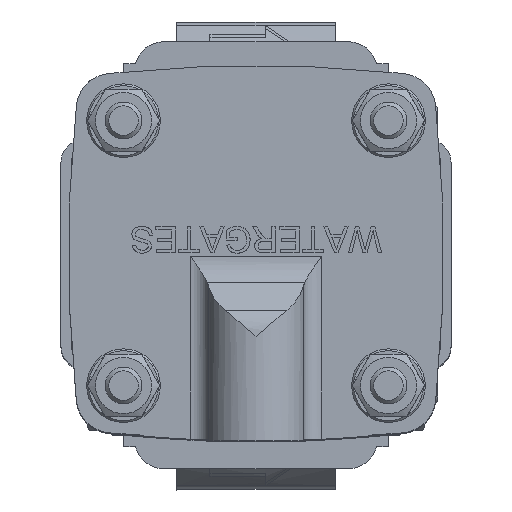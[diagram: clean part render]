
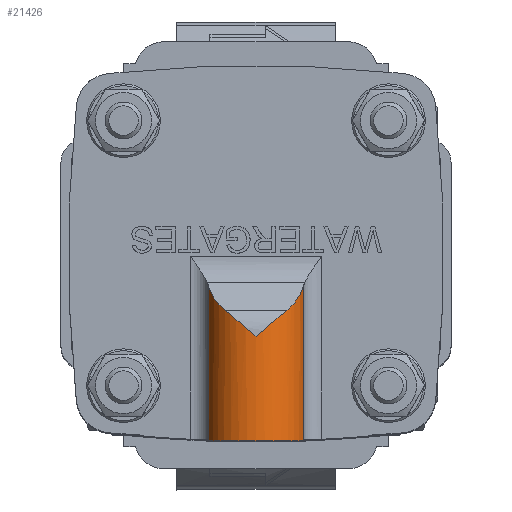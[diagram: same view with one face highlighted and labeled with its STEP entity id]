
A CAD part, top view. The second image highlights one B-rep face of the part: STEP entity #21426.
In plain terms, the highlighted cylindrical face has radius 13.5 mm (diameter 27 mm), a partial arc.
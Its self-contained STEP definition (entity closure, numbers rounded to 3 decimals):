
#839=ELLIPSE('',#23595,19.092,13.5);
#840=ELLIPSE('',#23596,19.092,13.5);
#2518=FACE_OUTER_BOUND('',#3890,.T.);
#3890=EDGE_LOOP('',(#18734,#18735,#18736,#18737,#18738,#18739,#18740,#18741,
#18742,#18743));
#5471=LINE('',#39491,#7165);
#5472=LINE('',#39498,#7166);
#5473=LINE('',#39518,#7167);
#7165=VECTOR('',#28548,13.5);
#7166=VECTOR('',#28549,42.122);
#7167=VECTOR('',#28554,42.122);
#8326=CIRCLE('',#23597,13.5);
#8754=B_SPLINE_CURVE_WITH_KNOTS('',3,(#39493,#39494,#39495,#39496),
 .UNSPECIFIED.,.F.,.F.,(4,4),(3.712,4.069),
 .UNSPECIFIED.);
#8755=B_SPLINE_CURVE_WITH_KNOTS('',3,(#39502,#39503,#39504,#39505,#39506,
#39507),.UNSPECIFIED.,.F.,.F.,(4,2,4),(5.927,6.429,
7.018),.UNSPECIFIED.);
#8756=B_SPLINE_CURVE_WITH_KNOTS('',3,(#39509,#39510,#39511,#39512,#39513,
#39514),.UNSPECIFIED.,.F.,.F.,(4,2,4),(0.,0.59,1.091),
 .UNSPECIFIED.);
#8757=B_SPLINE_CURVE_WITH_KNOTS('',3,(#39520,#39521,#39522,#39523,#39524,
#39525,#39526,#39527,#39528,#39529,#39530,#39531,#39532),.UNSPECIFIED.,
 .F.,.F.,(4,3,2,2,2,4),(-0.357,0.,0.509,1.017,
1.526,2.034),.UNSPECIFIED.);
#10374=VERTEX_POINT('',#39489);
#10375=VERTEX_POINT('',#39490);
#10376=VERTEX_POINT('',#39492);
#10377=VERTEX_POINT('',#39497);
#10378=VERTEX_POINT('',#39499);
#10379=VERTEX_POINT('',#39501);
#10380=VERTEX_POINT('',#39508);
#10381=VERTEX_POINT('',#39515);
#10382=VERTEX_POINT('',#39517);
#10383=VERTEX_POINT('',#39519);
#13231=EDGE_CURVE('',#10374,#10375,#5471,.T.);
#13232=EDGE_CURVE('',#10374,#10376,#8754,.F.);
#13233=EDGE_CURVE('',#10377,#10376,#5472,.T.);
#13234=EDGE_CURVE('',#10377,#10378,#839,.T.);
#13235=EDGE_CURVE('',#10378,#10379,#8755,.T.);
#13236=EDGE_CURVE('',#10379,#10380,#8756,.T.);
#13237=EDGE_CURVE('',#10380,#10381,#840,.T.);
#13238=EDGE_CURVE('',#10382,#10381,#5473,.T.);
#13239=EDGE_CURVE('',#10382,#10383,#8757,.T.);
#13240=EDGE_CURVE('',#10383,#10375,#8326,.T.);
#18734=ORIENTED_EDGE('',*,*,#13231,.F.);
#18735=ORIENTED_EDGE('',*,*,#13232,.T.);
#18736=ORIENTED_EDGE('',*,*,#13233,.F.);
#18737=ORIENTED_EDGE('',*,*,#13234,.T.);
#18738=ORIENTED_EDGE('',*,*,#13235,.T.);
#18739=ORIENTED_EDGE('',*,*,#13236,.T.);
#18740=ORIENTED_EDGE('',*,*,#13237,.T.);
#18741=ORIENTED_EDGE('',*,*,#13238,.F.);
#18742=ORIENTED_EDGE('',*,*,#13239,.T.);
#18743=ORIENTED_EDGE('',*,*,#13240,.T.);
#20417=CYLINDRICAL_SURFACE('',#23594,13.5);
#21426=ADVANCED_FACE('',(#2518),#20417,.T.);
#23594=AXIS2_PLACEMENT_3D('',#39488,#28546,#28547);
#23595=AXIS2_PLACEMENT_3D('',#39500,#28550,#28551);
#23596=AXIS2_PLACEMENT_3D('',#39516,#28552,#28553);
#23597=AXIS2_PLACEMENT_3D('',#39533,#28555,#28556);
#28546=DIRECTION('center_axis',(-1.,0.,0.));
#28547=DIRECTION('ref_axis',(0.,-1.,0.));
#28548=DIRECTION('',(1.,0.,0.));
#28549=DIRECTION('',(1.,0.,0.));
#28550=DIRECTION('center_axis',(0.707,0.,-0.707));
#28551=DIRECTION('ref_axis',(0.707,0.,0.707));
#28552=DIRECTION('center_axis',(0.707,0.,-0.707));
#28553=DIRECTION('ref_axis',(0.707,0.,0.707));
#28554=DIRECTION('',(-1.,0.,0.));
#28555=DIRECTION('center_axis',(-1.,0.,0.));
#28556=DIRECTION('ref_axis',(0.,-1.,0.));
#39488=CARTESIAN_POINT('Origin',(51.,0.,14.));
#39489=CARTESIAN_POINT('',(50.753,13.5,14.));
#39490=CARTESIAN_POINT('',(51.,13.5,14.));
#39491=CARTESIAN_POINT('',(51.,13.5,14.));
#39492=CARTESIAN_POINT('',(50.771,12.998,17.649));
#39493=CARTESIAN_POINT('Ctrl Pts',(50.771,12.998,17.649));
#39494=CARTESIAN_POINT('Ctrl Pts',(50.759,13.338,16.437));
#39495=CARTESIAN_POINT('Ctrl Pts',(50.753,13.5,15.19));
#39496=CARTESIAN_POINT('Ctrl Pts',(50.753,13.5,14.));
#39497=CARTESIAN_POINT('',(8.649,12.998,17.649));
#39498=CARTESIAN_POINT('',(8.649,12.998,17.649));
#39499=CARTESIAN_POINT('',(15.571,8.397,24.571));
#39500=CARTESIAN_POINT('Origin',(5.,0.,14.));
#39501=CARTESIAN_POINT('',(22.642,0.,27.5));
#39502=CARTESIAN_POINT('Ctrl Pts',(15.571,8.397,24.571));
#39503=CARTESIAN_POINT('Ctrl Pts',(16.471,7.264,25.471));
#39504=CARTESIAN_POINT('Ctrl Pts',(17.534,5.984,26.183));
#39505=CARTESIAN_POINT('Ctrl Pts',(19.968,3.106,27.242));
#39506=CARTESIAN_POINT('Ctrl Pts',(21.36,1.489,27.5));
#39507=CARTESIAN_POINT('Ctrl Pts',(22.642,0.,27.5));
#39508=CARTESIAN_POINT('',(15.571,-8.397,24.571));
#39509=CARTESIAN_POINT('Ctrl Pts',(22.642,0.,27.5));
#39510=CARTESIAN_POINT('Ctrl Pts',(21.36,-1.489,27.5));
#39511=CARTESIAN_POINT('Ctrl Pts',(19.968,-3.106,27.242));
#39512=CARTESIAN_POINT('Ctrl Pts',(17.534,-5.984,26.183));
#39513=CARTESIAN_POINT('Ctrl Pts',(16.471,-7.264,25.471));
#39514=CARTESIAN_POINT('Ctrl Pts',(15.571,-8.397,24.571));
#39515=CARTESIAN_POINT('',(8.649,-12.998,17.649));
#39516=CARTESIAN_POINT('Origin',(5.,0.,14.));
#39517=CARTESIAN_POINT('',(50.771,-12.998,17.649));
#39518=CARTESIAN_POINT('',(50.771,-12.998,17.649));
#39519=CARTESIAN_POINT('',(51.,0.,0.5));
#39520=CARTESIAN_POINT('Ctrl Pts',(50.771,-12.998,17.649));
#39521=CARTESIAN_POINT('Ctrl Pts',(50.759,-13.338,16.437));
#39522=CARTESIAN_POINT('Ctrl Pts',(50.753,-13.5,15.19));
#39523=CARTESIAN_POINT('Ctrl Pts',(50.753,-13.5,14.));
#39524=CARTESIAN_POINT('Ctrl Pts',(50.753,-13.5,12.305));
#39525=CARTESIAN_POINT('Ctrl Pts',(50.766,-13.161,10.497));
#39526=CARTESIAN_POINT('Ctrl Pts',(50.812,-11.783,7.171));
#39527=CARTESIAN_POINT('Ctrl Pts',(50.845,-10.744,5.653));
#39528=CARTESIAN_POINT('Ctrl Pts',(50.907,-8.347,3.256));
#39529=CARTESIAN_POINT('Ctrl Pts',(50.94,-6.829,2.217));
#39530=CARTESIAN_POINT('Ctrl Pts',(50.987,-3.503,0.839));
#39531=CARTESIAN_POINT('Ctrl Pts',(51.,-1.695,0.5));
#39532=CARTESIAN_POINT('Ctrl Pts',(51.,0.,
0.5));
#39533=CARTESIAN_POINT('Origin',(51.,0.,14.));
